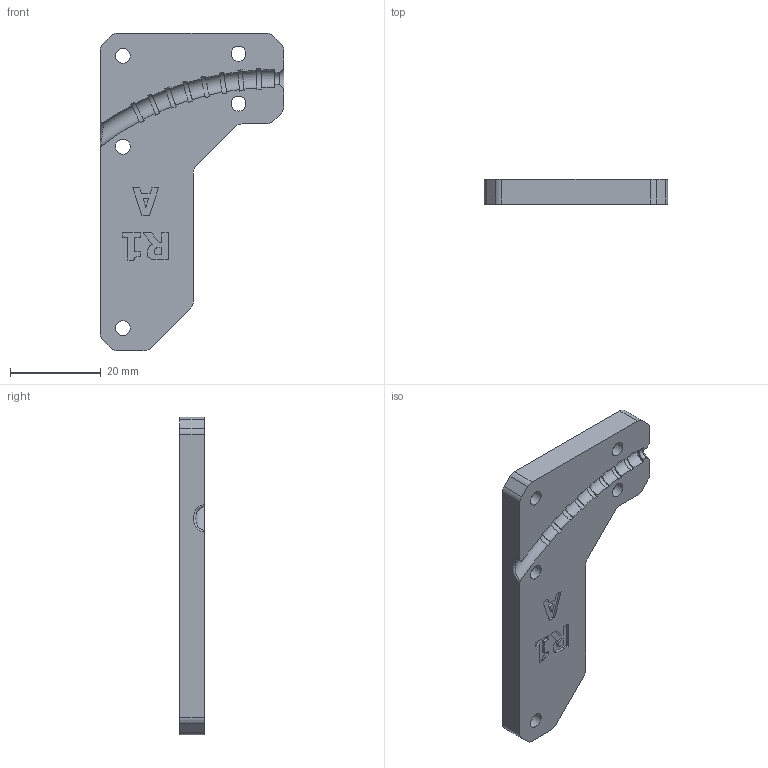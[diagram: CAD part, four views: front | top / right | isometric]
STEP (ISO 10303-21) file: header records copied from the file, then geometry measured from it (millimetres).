
FILE_DESCRIPTION(/* description */ (''),/* implementation_level */ '2;1');
FILE_NAME(/* name */ 'filament_guide_a.stp',/* time_stamp */ '2023-07-03T09:29:08+02:00',/* author */ ('borek.rajtora'),/* organization */ (''),/* preprocessor_version */ 'ST-DEVELOPER v19',/* originating_system */ 'Autodesk Inventor 2023',/* authorisation */ '');
FILE_SCHEMA (('AUTOMOTIVE_DESIGN { 1 0 10303 214 3 1 1 }'));
Length unit declared in the file: millimetre
Products named in the file (1): filament_input_a
Bounding box: 40.5 x 5.5 x 70 mm (x, y, z)
Volume: 9154 mm3; surface area: 5297.6 mm2
Topology: 1 solids, 1 shells, 265 faces, 749 edges, 491 vertices
Faces by surface type: plane 189, cylinder 56, bspline 10, torus 9, cone 1
Full cylindrical faces by diameter (mm): 3.3 x5
Entity records: 9097 total; most frequent: CARTESIAN_POINT 2076, ORIENTED_EDGE 1498, DIRECTION 1430, EDGE_CURVE 749, LINE 504, VECTOR 504, VERTEX_POINT 491, AXIS2_PLACEMENT_3D 463
